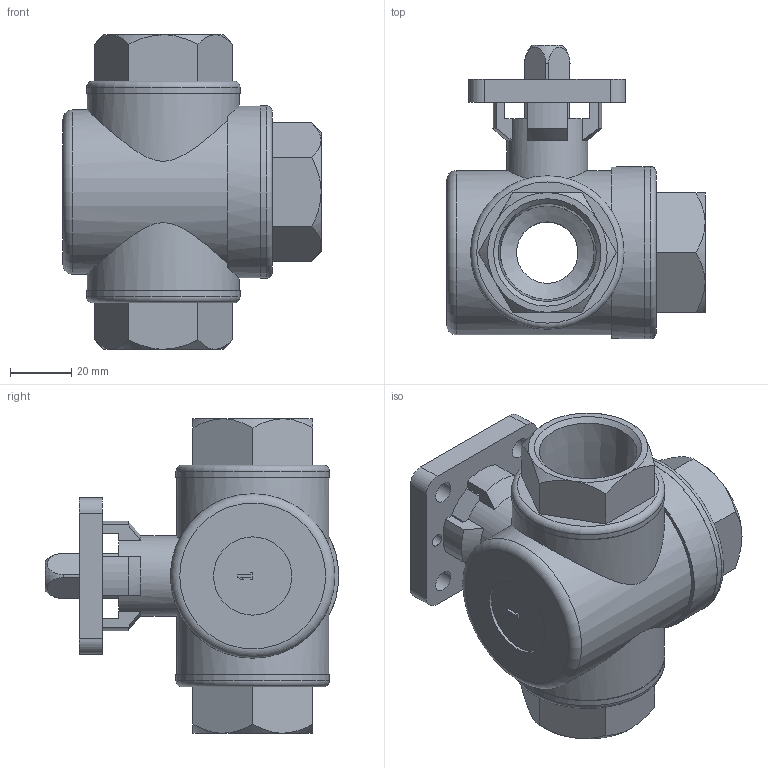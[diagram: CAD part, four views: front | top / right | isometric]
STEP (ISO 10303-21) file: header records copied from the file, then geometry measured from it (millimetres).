
FILE_DESCRIPTION(/* description */ ('STEP AP214'),/* implementation_level */ '2;1');
FILE_NAME(/* name */ '4834292_VZBE-1-T-63-F-3L-F05-V15V15',/* time_stamp */ '2024-09-18T01:43:45+02:00',/* author */ ('License CC BY-ND 4.0'),/* organization */ ('CADENAS'),/* preprocessor_version */ 'ST-DEVELOPER v19.3',/* originating_system */ 'PARTsolutions',/* authorisation */ ' ');
FILE_SCHEMA (('AUTOMOTIVE_DESIGN {1 0 10303 214 3 1 1}'));
Length unit declared in the file: millimetre
Products named in the file (1): 4834292 VZBE-1-T-63-F-3L-F05-V15V15
Bounding box: 84.1 x 95.65 x 102.4 mm (x, y, z)
Volume: 211437.6 mm3; surface area: 45546.3 mm2
Topology: 1 solids, 1 shells, 144 faces, 385 edges, 245 vertices
Faces by surface type: plane 77, cone 32, cylinder 30, torus 5
Full cylindrical faces by diameter (mm): 4.134 x1, 7 x4, 20 x2, 25.5 x1, 26.3 x1, 30.7 x1, 49.6 x2, 50 x2, 53.5 x1, 56 x1, 56.1 x1
Entity records: 4519 total; most frequent: CARTESIAN_POINT 1068, ORIENTED_EDGE 690, DIRECTION 681, EDGE_CURVE 345, AXIS2_PLACEMENT_3D 253, VERTEX_POINT 238, EDGE_LOOP 201, FACE_BOUND 201
